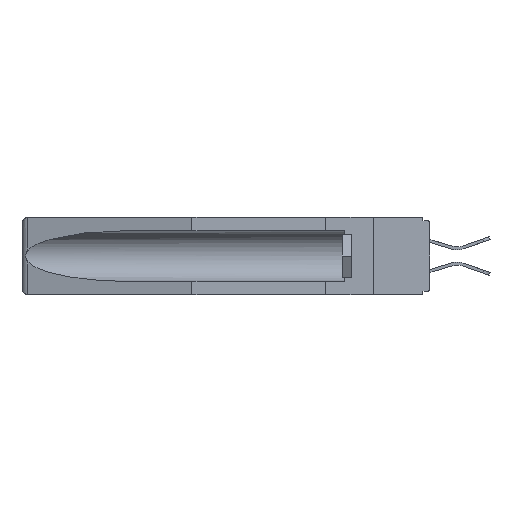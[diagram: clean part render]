
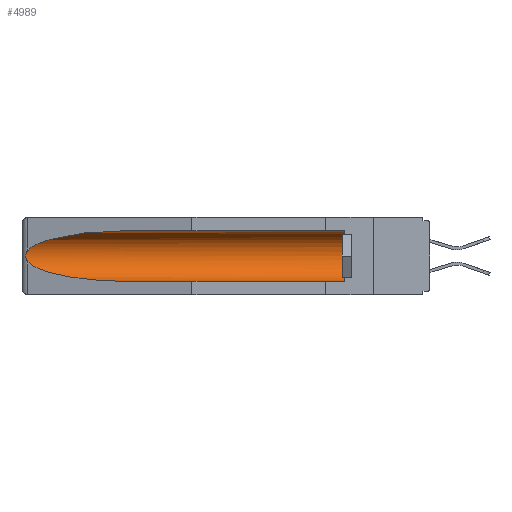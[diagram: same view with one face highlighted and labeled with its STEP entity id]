
A CAD part, left-side view. The second image highlights one B-rep face of the part: STEP entity #4989.
In plain terms, the highlighted cylindrical face has radius 2.857 mm (diameter 5.715 mm), a partial arc.
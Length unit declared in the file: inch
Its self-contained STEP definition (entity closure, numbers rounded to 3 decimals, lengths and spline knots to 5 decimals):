
#142 = CARTESIAN_POINT ( 'NONE',  ( 0.26537, 1.52718, -0.14972 ) ) ;
#613 = VECTOR ( 'NONE', #27073, 39.37008 ) ;
#1694 = ORIENTED_EDGE ( 'NONE', *, *, #30228, .T. ) ;
#2965 = CARTESIAN_POINT ( 'NONE',  ( 0.2673, 1.53269, -0.17917 ) ) ;
#3077 = CARTESIAN_POINT ( 'NONE',  ( 0.2673, 1.5327, -0.16383 ) ) ;
#3196 = CARTESIAN_POINT ( 'NONE',  ( 0.26597, 1.5296, -0.19026 ) ) ;
#3391 = CARTESIAN_POINT ( 'NONE',  ( 0.155, 0.126, -0.1715 ) ) ;
#3518 = CARTESIAN_POINT ( 'NONE',  ( 0.26537, 1.52718, -0.14972 ) ) ;
#4867 =( BOUNDED_CURVE ( )  B_SPLINE_CURVE ( 3, ( #25122, #9404, #25235, #14705 ),
 .UNSPECIFIED., .F., .F. ) 
 B_SPLINE_CURVE_WITH_KNOTS ( ( 4, 4 ),
 ( 0.1948, 1.5708 ),
 .UNSPECIFIED. ) 
 CURVE ( )  GEOMETRIC_REPRESENTATION_ITEM ( )  RATIONAL_B_SPLINE_CURVE ( ( 1., 0.848, 0.848, 1. ) ) 
 REPRESENTATION_ITEM ( '' )  );
#4985 = CARTESIAN_POINT ( 'NONE',  ( 0.155, 0.126, -0.284 ) ) ;
#4989 = ADVANCED_FACE ( 'NONE', ( #30532 ), #13246, .F. ) ;
#5230 = ORIENTED_EDGE ( 'NONE', *, *, #21774, .T. ) ;
#5485 = CARTESIAN_POINT ( 'NONE',  ( 0.26597, 1.52961, -0.15275 ) ) ;
#5488 = VERTEX_POINT ( 'NONE', #32828 ) ;
#5702 = EDGE_CURVE ( 'NONE', #23389, #5488, #14842, .T. ) ;
#5987 = AXIS2_PLACEMENT_3D ( 'NONE', #3391, #13841, #16502 ) ;
#6254 = CARTESIAN_POINT ( 'NONE',  ( 0.25451, 1.48313, -0.09465 ) ) ;
#6703 = CARTESIAN_POINT ( 'NONE',  ( 0.155, 1.07973, -0.284 ) ) ;
#7378 =( BOUNDED_CURVE ( )  B_SPLINE_CURVE ( 3, ( #24608, #8557, #6254, #3518 ),
 .UNSPECIFIED., .F., .F. ) 
 B_SPLINE_CURVE_WITH_KNOTS ( ( 4, 4 ),
 ( 4.71239, 6.08839 ),
 .UNSPECIFIED. ) 
 CURVE ( )  GEOMETRIC_REPRESENTATION_ITEM ( )  RATIONAL_B_SPLINE_CURVE ( ( 1., 0.848, 0.848, 1. ) ) 
 REPRESENTATION_ITEM ( '' )  );
#8345 = VERTEX_POINT ( 'NONE', #30530 ) ;
#8557 = CARTESIAN_POINT ( 'NONE',  ( 0.21114, 1.30732, -0.059 ) ) ;
#8675 = VERTEX_POINT ( 'NONE', #6703 ) ;
#9404 = CARTESIAN_POINT ( 'NONE',  ( 0.25451, 1.48313, -0.24835 ) ) ;
#10127 = CARTESIAN_POINT ( 'NONE',  ( 0.155, 0.126, -0.059 ) ) ;
#10244 = DIRECTION ( 'NONE',  ( 0., 1., 0. ) ) ;
#11200 = EDGE_CURVE ( 'NONE', #15631, #8675, #16354, .T. ) ;
#12900 = VERTEX_POINT ( 'NONE', #19456 ) ;
#13246 = CYLINDRICAL_SURFACE ( 'NONE', #28626, 0.1125 ) ;
#13689 = CARTESIAN_POINT ( 'NONE',  ( 0.155, -0.30754, -0.284 ) ) ;
#13841 = DIRECTION ( 'NONE',  ( 0., -1., 0. ) ) ;
#14705 = CARTESIAN_POINT ( 'NONE',  ( 0.155, 1.07973, -0.284 ) ) ;
#14842 = LINE ( 'NONE', #23402, #20960 ) ;
#14885 = ORIENTED_EDGE ( 'NONE', *, *, #31953, .T. ) ;
#15631 = VERTEX_POINT ( 'NONE', #4985 ) ;
#15633 = B_SPLINE_CURVE_WITH_KNOTS ( 'NONE', 3,
 ( #142, #5485, #18615, #3077, #19050, #24071, #2965, #23956, #3196, #16312 ),
 .UNSPECIFIED., .F., .F.,
 ( 4, 2, 2, 2, 4 ),
 ( 0., 0.00029, 0.00058, 0.00087, 0.00117 ),
 .UNSPECIFIED. ) ;
#16312 = CARTESIAN_POINT ( 'NONE',  ( 0.26537, 1.52718, -0.19328 ) ) ;
#16354 = LINE ( 'NONE', #13689, #613 ) ;
#16502 = DIRECTION ( 'NONE',  ( 0., 0., 1. ) ) ;
#18615 = CARTESIAN_POINT ( 'NONE',  ( 0.26654, 1.53092, -0.15636 ) ) ;
#19050 = CARTESIAN_POINT ( 'NONE',  ( 0.2675, 1.53308, -0.16763 ) ) ;
#19456 = CARTESIAN_POINT ( 'NONE',  ( 0.26537, 1.52718, -0.14972 ) ) ;
#20449 = CARTESIAN_POINT ( 'NONE',  ( 0.155, -0.30754, -0.1715 ) ) ;
#20875 = DIRECTION ( 'NONE',  ( 0., 0., 1. ) ) ;
#20960 = VECTOR ( 'NONE', #29144, 39.37008 ) ;
#21723 = ORIENTED_EDGE ( 'NONE', *, *, #5702, .T. ) ;
#21774 = EDGE_CURVE ( 'NONE', #15631, #23389, #24374, .T. ) ;
#23389 = VERTEX_POINT ( 'NONE', #10127 ) ;
#23402 = CARTESIAN_POINT ( 'NONE',  ( 0.155, -0.30754, -0.059 ) ) ;
#23956 = CARTESIAN_POINT ( 'NONE',  ( 0.26655, 1.53094, -0.18657 ) ) ;
#24071 = CARTESIAN_POINT ( 'NONE',  ( 0.2675, 1.53308, -0.17534 ) ) ;
#24374 = CIRCLE ( 'NONE', #5987, 0.1125 ) ;
#24608 = CARTESIAN_POINT ( 'NONE',  ( 0.155, 1.07973, -0.059 ) ) ;
#25122 = CARTESIAN_POINT ( 'NONE',  ( 0.26537, 1.52718, -0.19328 ) ) ;
#25235 = CARTESIAN_POINT ( 'NONE',  ( 0.21114, 1.30732, -0.284 ) ) ;
#26341 = ORIENTED_EDGE ( 'NONE', *, *, #32693, .T. ) ;
#27073 = DIRECTION ( 'NONE',  ( 0., 1., 0. ) ) ;
#28413 = EDGE_LOOP ( 'NONE', ( #26341, #14885, #1694, #32954, #5230, #21723 ) ) ;
#28626 = AXIS2_PLACEMENT_3D ( 'NONE', #20449, #10244, #20875 ) ;
#29144 = DIRECTION ( 'NONE',  ( 0., 1., 0. ) ) ;
#30228 = EDGE_CURVE ( 'NONE', #8345, #8675, #4867, .T. ) ;
#30530 = CARTESIAN_POINT ( 'NONE',  ( 0.26537, 1.52718, -0.19328 ) ) ;
#30532 = FACE_OUTER_BOUND ( 'NONE', #28413, .T. ) ;
#31953 = EDGE_CURVE ( 'NONE', #12900, #8345, #15633, .T. ) ;
#32693 = EDGE_CURVE ( 'NONE', #5488, #12900, #7378, .T. ) ;
#32828 = CARTESIAN_POINT ( 'NONE',  ( 0.155, 1.07973, -0.059 ) ) ;
#32954 = ORIENTED_EDGE ( 'NONE', *, *, #11200, .F. ) ;
